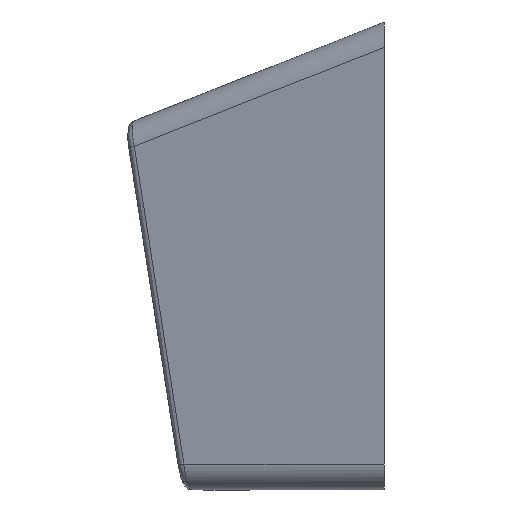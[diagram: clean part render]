
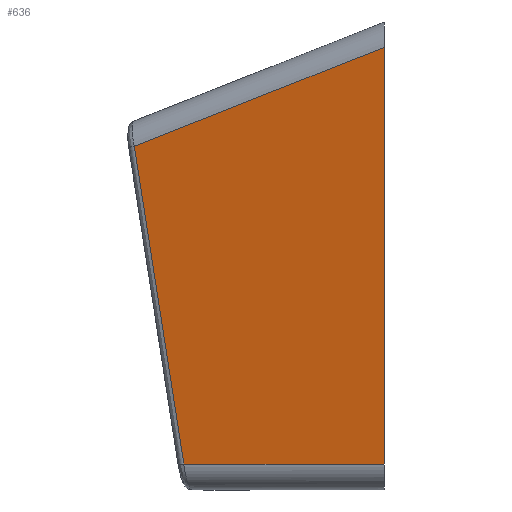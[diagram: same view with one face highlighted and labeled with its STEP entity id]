
A CAD part, left-side view. The second image highlights one B-rep face of the part: STEP entity #636.
In plain terms, the highlighted planar face has unit normal (-0.965, 0.263, 0).
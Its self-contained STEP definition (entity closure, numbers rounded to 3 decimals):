
#74=FACE_OUTER_BOUND('',#114,.T.);
#114=EDGE_LOOP('',(#535,#536,#537,#538));
#165=LINE('',#1605,#212);
#166=LINE('',#1613,#213);
#167=LINE('',#1614,#214);
#212=VECTOR('',#798,10.);
#213=VECTOR('',#801,10.);
#214=VECTOR('',#802,10.);
#247=B_SPLINE_CURVE_WITH_KNOTS('',3,(#1608,#1609,#1610,#1611),
 .UNSPECIFIED.,.F.,.F.,(4,4),(-1.34,-0.102),
 .UNSPECIFIED.);
#301=VERTEX_POINT('',#1563);
#302=VERTEX_POINT('',#1603);
#303=VERTEX_POINT('',#1607);
#304=VERTEX_POINT('',#1612);
#384=EDGE_CURVE('',#301,#302,#165,.T.);
#385=EDGE_CURVE('',#303,#301,#247,.T.);
#386=EDGE_CURVE('',#304,#303,#166,.T.);
#387=EDGE_CURVE('',#302,#304,#167,.T.);
#535=ORIENTED_EDGE('',*,*,#384,.F.);
#536=ORIENTED_EDGE('',*,*,#385,.F.);
#537=ORIENTED_EDGE('',*,*,#386,.F.);
#538=ORIENTED_EDGE('',*,*,#387,.F.);
#605=PLANE('',#689);
#636=ADVANCED_FACE('',(#74),#605,.F.);
#689=AXIS2_PLACEMENT_3D('',#1606,#799,#800);
#798=DIRECTION('',(-0.245,-0.901,0.357));
#799=DIRECTION('center_axis',(0.965,-0.263,0.));
#800=DIRECTION('ref_axis',(0.,0.,-1.));
#801=DIRECTION('',(0.263,0.965,0.));
#802=DIRECTION('',(0.,0.,-1.));
#1563=CARTESIAN_POINT('',(-13.483,9.613,4.221));
#1603=CARTESIAN_POINT('',(-16.1,0.,8.028));
#1605=CARTESIAN_POINT('',(-15.215,3.249,6.742));
#1606=CARTESIAN_POINT('Origin',(-16.1,0.,9.));
#1607=CARTESIAN_POINT('',(-14.001,7.71,-8.));
#1608=CARTESIAN_POINT('Ctrl Pts',(-14.001,7.71,-8.));
#1609=CARTESIAN_POINT('Ctrl Pts',(-13.828,8.345,-3.926));
#1610=CARTESIAN_POINT('Ctrl Pts',(-13.655,8.979,0.148));
#1611=CARTESIAN_POINT('Ctrl Pts',(-13.483,9.613,4.221));
#1612=CARTESIAN_POINT('',(-16.1,0.,-8.));
#1613=CARTESIAN_POINT('',(-16.1,0.,-8.));
#1614=CARTESIAN_POINT('',(-16.1,0.,9.));
